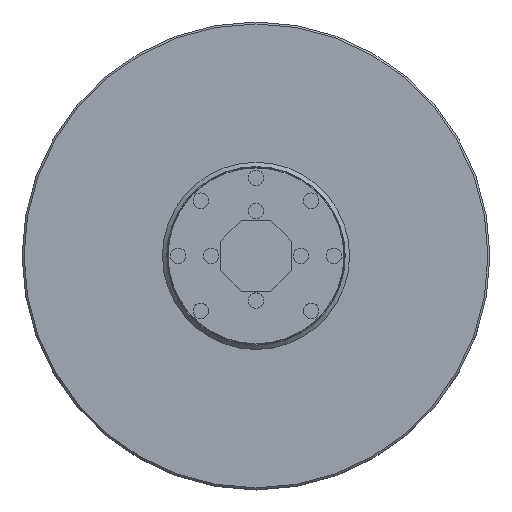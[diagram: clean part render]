
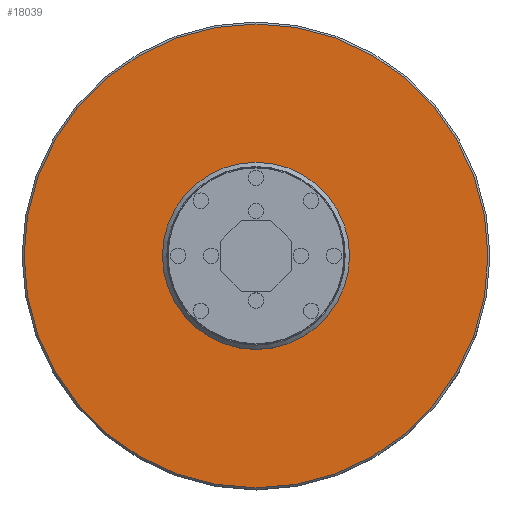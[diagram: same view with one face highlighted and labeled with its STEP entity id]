
A CAD part, top view. The second image highlights one B-rep face of the part: STEP entity #18039.
In plain terms, the highlighted planar face has unit normal (0, 0, 1).
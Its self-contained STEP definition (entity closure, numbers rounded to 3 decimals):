
#895=FACE_BOUND('',#3791,.T.);
#896=FACE_BOUND('',#3792,.T.);
#897=FACE_BOUND('',#3793,.T.);
#898=FACE_BOUND('',#3794,.T.);
#899=FACE_BOUND('',#3795,.T.);
#900=FACE_BOUND('',#3796,.T.);
#901=FACE_BOUND('',#3797,.T.);
#902=FACE_BOUND('',#3798,.T.);
#903=FACE_BOUND('',#3799,.T.);
#1583=PLANE('',#20317);
#2573=FACE_OUTER_BOUND('',#3790,.T.);
#3790=EDGE_LOOP('',(#16254));
#3791=EDGE_LOOP('',(#16255));
#3792=EDGE_LOOP('',(#16256));
#3793=EDGE_LOOP('',(#16257));
#3794=EDGE_LOOP('',(#16258));
#3795=EDGE_LOOP('',(#16259,#16260,#16261,#16262,#16263,#16264,#16265,#16266));
#3796=EDGE_LOOP('',(#16267));
#3797=EDGE_LOOP('',(#16268));
#3798=EDGE_LOOP('',(#16269));
#3799=EDGE_LOOP('',(#16270));
#4911=CIRCLE('',#20316,2.55);
#4912=CIRCLE('',#20318,59.5);
#4913=CIRCLE('',#20319,2.55);
#4914=CIRCLE('',#20320,2.55);
#4915=CIRCLE('',#20321,2.55);
#4916=CIRCLE('',#20322,4.05);
#4917=CIRCLE('',#20323,4.05);
#4918=CIRCLE('',#20324,2.55);
#4919=CIRCLE('',#20325,2.55);
#5968=LINE('',#39178,#7100);
#5969=LINE('',#39180,#7101);
#5970=LINE('',#39182,#7102);
#5971=LINE('',#39184,#7103);
#5972=LINE('',#39186,#7104);
#5973=LINE('',#39188,#7105);
#5974=LINE('',#39190,#7106);
#5975=LINE('',#39191,#7107);
#7100=VECTOR('',#25164,10.);
#7101=VECTOR('',#25165,10.);
#7102=VECTOR('',#25166,10.);
#7103=VECTOR('',#25167,10.);
#7104=VECTOR('',#25168,10.);
#7105=VECTOR('',#25169,10.);
#7106=VECTOR('',#25170,10.);
#7107=VECTOR('',#25171,10.);
#8747=VERTEX_POINT('',#39162);
#8748=VERTEX_POINT('',#39166);
#8749=VERTEX_POINT('',#39168);
#8750=VERTEX_POINT('',#39170);
#8751=VERTEX_POINT('',#39172);
#8752=VERTEX_POINT('',#39174);
#8753=VERTEX_POINT('',#39176);
#8754=VERTEX_POINT('',#39177);
#8755=VERTEX_POINT('',#39179);
#8756=VERTEX_POINT('',#39181);
#8757=VERTEX_POINT('',#39183);
#8758=VERTEX_POINT('',#39185);
#8759=VERTEX_POINT('',#39187);
#8760=VERTEX_POINT('',#39189);
#8761=VERTEX_POINT('',#39192);
#8762=VERTEX_POINT('',#39194);
#8763=VERTEX_POINT('',#39196);
#11278=EDGE_CURVE('',#8747,#8747,#4911,.T.);
#11280=EDGE_CURVE('',#8748,#8748,#4912,.T.);
#11281=EDGE_CURVE('',#8749,#8749,#4913,.T.);
#11282=EDGE_CURVE('',#8750,#8750,#4914,.T.);
#11283=EDGE_CURVE('',#8751,#8751,#4915,.T.);
#11284=EDGE_CURVE('',#8752,#8752,#4916,.T.);
#11285=EDGE_CURVE('',#8753,#8754,#5968,.T.);
#11286=EDGE_CURVE('',#8754,#8755,#5969,.T.);
#11287=EDGE_CURVE('',#8755,#8756,#5970,.T.);
#11288=EDGE_CURVE('',#8756,#8757,#5971,.T.);
#11289=EDGE_CURVE('',#8757,#8758,#5972,.T.);
#11290=EDGE_CURVE('',#8758,#8759,#5973,.T.);
#11291=EDGE_CURVE('',#8759,#8760,#5974,.T.);
#11292=EDGE_CURVE('',#8760,#8753,#5975,.T.);
#11293=EDGE_CURVE('',#8761,#8761,#4917,.T.);
#11294=EDGE_CURVE('',#8762,#8762,#4918,.T.);
#11295=EDGE_CURVE('',#8763,#8763,#4919,.T.);
#16254=ORIENTED_EDGE('',*,*,#11280,.F.);
#16255=ORIENTED_EDGE('',*,*,#11281,.F.);
#16256=ORIENTED_EDGE('',*,*,#11282,.F.);
#16257=ORIENTED_EDGE('',*,*,#11283,.F.);
#16258=ORIENTED_EDGE('',*,*,#11284,.F.);
#16259=ORIENTED_EDGE('',*,*,#11285,.T.);
#16260=ORIENTED_EDGE('',*,*,#11286,.T.);
#16261=ORIENTED_EDGE('',*,*,#11287,.T.);
#16262=ORIENTED_EDGE('',*,*,#11288,.T.);
#16263=ORIENTED_EDGE('',*,*,#11289,.T.);
#16264=ORIENTED_EDGE('',*,*,#11290,.T.);
#16265=ORIENTED_EDGE('',*,*,#11291,.T.);
#16266=ORIENTED_EDGE('',*,*,#11292,.T.);
#16267=ORIENTED_EDGE('',*,*,#11293,.F.);
#16268=ORIENTED_EDGE('',*,*,#11294,.F.);
#16269=ORIENTED_EDGE('',*,*,#11295,.F.);
#16270=ORIENTED_EDGE('',*,*,#11278,.F.);
#18039=ADVANCED_FACE('',(#2573,#895,#896,#897,#898,#899,#900,#901,#902,
#903),#1583,.T.);
#20316=AXIS2_PLACEMENT_3D('',#39163,#25149,#25150);
#20317=AXIS2_PLACEMENT_3D('',#39165,#25152,#25153);
#20318=AXIS2_PLACEMENT_3D('',#39167,#25154,#25155);
#20319=AXIS2_PLACEMENT_3D('',#39169,#25156,#25157);
#20320=AXIS2_PLACEMENT_3D('',#39171,#25158,#25159);
#20321=AXIS2_PLACEMENT_3D('',#39173,#25160,#25161);
#20322=AXIS2_PLACEMENT_3D('',#39175,#25162,#25163);
#20323=AXIS2_PLACEMENT_3D('',#39193,#25172,#25173);
#20324=AXIS2_PLACEMENT_3D('',#39195,#25174,#25175);
#20325=AXIS2_PLACEMENT_3D('',#39197,#25176,#25177);
#25149=DIRECTION('center_axis',(0.,0.,1.));
#25150=DIRECTION('ref_axis',(-1.,0.,0.));
#25152=DIRECTION('center_axis',(0.,0.,1.));
#25153=DIRECTION('ref_axis',(1.,0.,0.));
#25154=DIRECTION('center_axis',(0.,0.,-1.));
#25155=DIRECTION('ref_axis',(-1.,0.,0.));
#25156=DIRECTION('center_axis',(0.,0.,1.));
#25157=DIRECTION('ref_axis',(-1.,0.,0.));
#25158=DIRECTION('center_axis',(0.,0.,1.));
#25159=DIRECTION('ref_axis',(-1.,0.,0.));
#25160=DIRECTION('center_axis',(0.,0.,1.));
#25161=DIRECTION('ref_axis',(-1.,0.,0.));
#25162=DIRECTION('center_axis',(0.,0.,1.));
#25163=DIRECTION('ref_axis',(-1.,0.,0.));
#25164=DIRECTION('',(-1.,0.,0.));
#25165=DIRECTION('',(-0.707,0.707,0.));
#25166=DIRECTION('',(0.,1.,0.));
#25167=DIRECTION('',(0.707,0.707,0.));
#25168=DIRECTION('',(1.,0.,0.));
#25169=DIRECTION('',(0.707,-0.707,0.));
#25170=DIRECTION('',(0.,-1.,0.));
#25171=DIRECTION('',(-0.707,-0.707,0.));
#25172=DIRECTION('center_axis',(0.,0.,1.));
#25173=DIRECTION('ref_axis',(-1.,0.,0.));
#25174=DIRECTION('center_axis',(0.,0.,1.));
#25175=DIRECTION('ref_axis',(-1.,0.,0.));
#25176=DIRECTION('center_axis',(0.,0.,1.));
#25177=DIRECTION('ref_axis',(-1.,0.,0.));
#39162=CARTESIAN_POINT('',(16.692,14.142,3.));
#39163=CARTESIAN_POINT('Origin',(14.142,14.142,3.));
#39165=CARTESIAN_POINT('Origin',(0.,0.,3.));
#39166=CARTESIAN_POINT('',(59.5,0.,3.));
#39167=CARTESIAN_POINT('Origin',(0.,0.,3.));
#39168=CARTESIAN_POINT('',(2.55,20.,3.));
#39169=CARTESIAN_POINT('Origin',(0.,20.,3.));
#39170=CARTESIAN_POINT('',(-11.592,-14.142,3.));
#39171=CARTESIAN_POINT('Origin',(-14.142,-14.142,3.));
#39172=CARTESIAN_POINT('',(2.55,-20.,3.));
#39173=CARTESIAN_POINT('Origin',(0.,-20.,3.));
#39174=CARTESIAN_POINT('',(24.05,0.,3.));
#39175=CARTESIAN_POINT('Origin',(20.,0.,3.));
#39176=CARTESIAN_POINT('',(6.255,-15.1,3.));
#39177=CARTESIAN_POINT('',(-6.255,-15.1,3.));
#39178=CARTESIAN_POINT('',(3.127,-15.1,3.));
#39179=CARTESIAN_POINT('',(-15.1,-6.255,3.));
#39180=CARTESIAN_POINT('',(-8.466,-12.889,3.));
#39181=CARTESIAN_POINT('',(-15.1,6.255,3.));
#39182=CARTESIAN_POINT('',(-15.1,-3.127,3.));
#39183=CARTESIAN_POINT('',(-6.255,15.1,3.));
#39184=CARTESIAN_POINT('',(-12.889,8.466,3.));
#39185=CARTESIAN_POINT('',(6.255,15.1,3.));
#39186=CARTESIAN_POINT('',(-3.127,15.1,3.));
#39187=CARTESIAN_POINT('',(15.1,6.255,3.));
#39188=CARTESIAN_POINT('',(8.466,12.889,3.));
#39189=CARTESIAN_POINT('',(15.1,-6.255,3.));
#39190=CARTESIAN_POINT('',(15.1,3.127,3.));
#39191=CARTESIAN_POINT('',(12.889,-8.466,3.));
#39192=CARTESIAN_POINT('',(-15.95,0.,3.));
#39193=CARTESIAN_POINT('Origin',(-20.,0.,3.));
#39194=CARTESIAN_POINT('',(16.692,-14.142,3.));
#39195=CARTESIAN_POINT('Origin',(14.142,-14.142,3.));
#39196=CARTESIAN_POINT('',(-11.592,14.142,3.));
#39197=CARTESIAN_POINT('Origin',(-14.142,14.142,3.));
